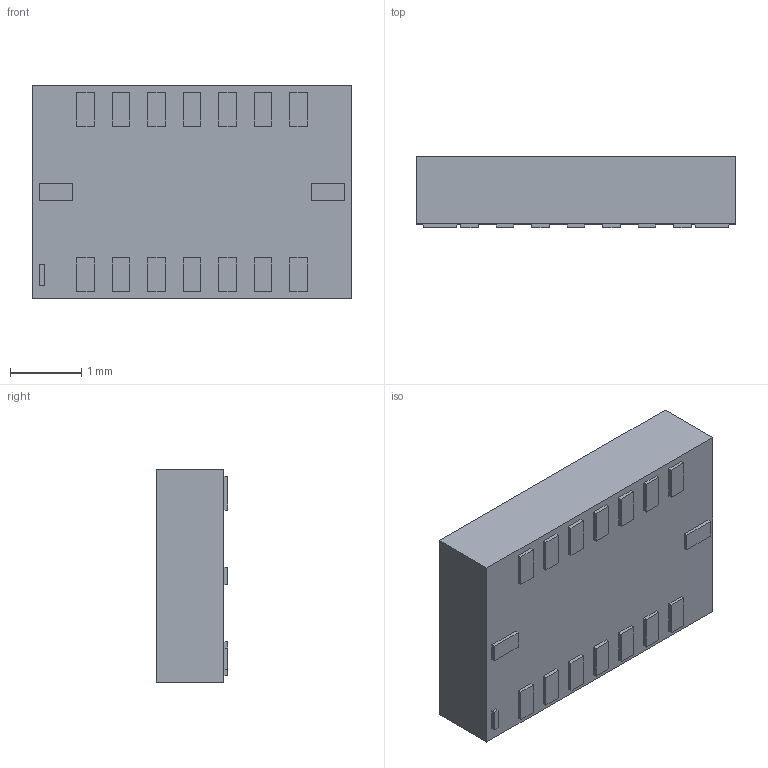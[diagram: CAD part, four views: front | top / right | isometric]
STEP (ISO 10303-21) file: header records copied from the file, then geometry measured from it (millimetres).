
FILE_DESCRIPTION (( 'STEP AP214' ), '1' );
FILE_NAME ('BOSCH_BMI085.STEP', '2022-02-18T07:58:30', ( '' ), ( '' ), 'SwSTEP 2.0', 'SolidWorks 2020', '' );
FILE_SCHEMA (( 'AUTOMOTIVE_DESIGN' ));
Length unit declared in the file: millimetre
Products named in the file (1): BOSCH_BMI085
Bounding box: 4.5 x 1 x 3 mm (x, y, z)
Volume: 12.9 mm3; surface area: 42.5 mm2
Topology: 1 solids, 1 shells, 94 faces, 222 edges, 148 vertices
Faces by surface type: plane 92, cylinder 2
Entity records: 3718 total; most frequent: CARTESIAN_POINT 465, ORIENTED_EDGE 444, DIRECTION 416, EDGE_CURVE 222, LINE 218, VECTOR 218, VERTEX_POINT 148, EDGE_LOOP 112
